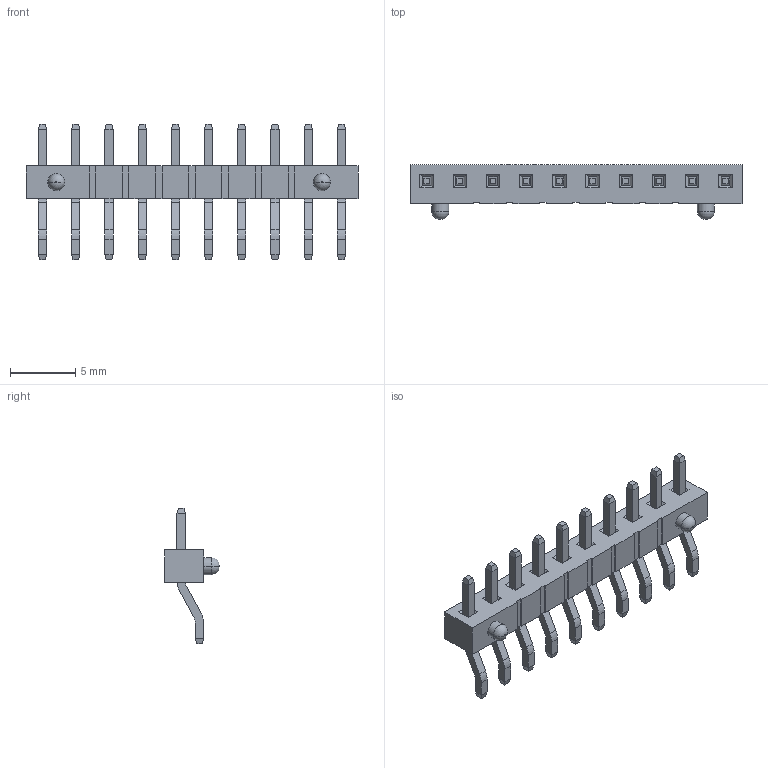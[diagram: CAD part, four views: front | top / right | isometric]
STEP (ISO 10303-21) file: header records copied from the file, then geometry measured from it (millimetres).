
FILE_DESCRIPTION (( 'STEP AP203' ), '1' );
FILE_NAME ('BG035-10X-1-0320-0180-0290-X-X_revD.STEP', '2015-10-19T15:30:08', ( '' ), ( '' ), 'SwSTEP 2.0', 'SolidWorks 2010', '' );
FILE_SCHEMA (( 'CONFIG_CONTROL_DESIGN' ));
Length unit declared in the file: millimetre
Products named in the file (3): BG035-10X-1-0320-0180-0290-X-X_revD; BG035-insulator-10way; BG035-pin-10.40mm
Assembly tree (11 placements, depth 2):
  BG035-10X-1-0320-0180-0290-X-X_revD
    BG035-pin-10.40mm  x10
    BG035-insulator-10way
Bounding box: 25.4 x 4.2 x 10.4 mm (x, y, z)
Volume: 224.8 mm3; surface area: 633.3 mm2
Topology: 11 solids, 11 shells, 344 faces, 836 edges, 516 vertices
Faces by surface type: plane 296, cylinder 44, torus 4
Entity records: 4876 total; most frequent: CARTESIAN_POINT 768, ORIENTED_EDGE 736, DIRECTION 707, EDGE_CURVE 368, VECTOR 341, LINE 341, VERTEX_POINT 228, AXIS2_PLACEMENT_3D 183
